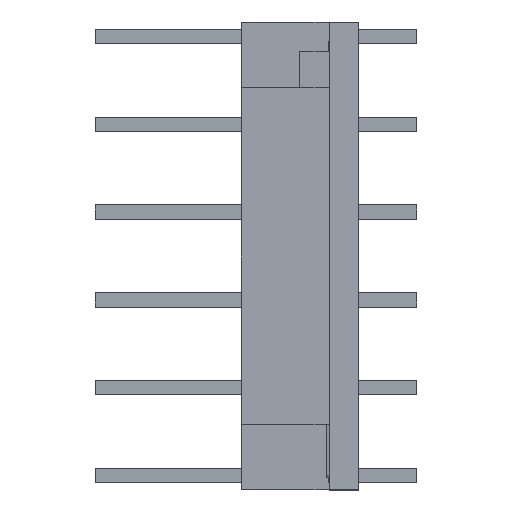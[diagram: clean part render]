
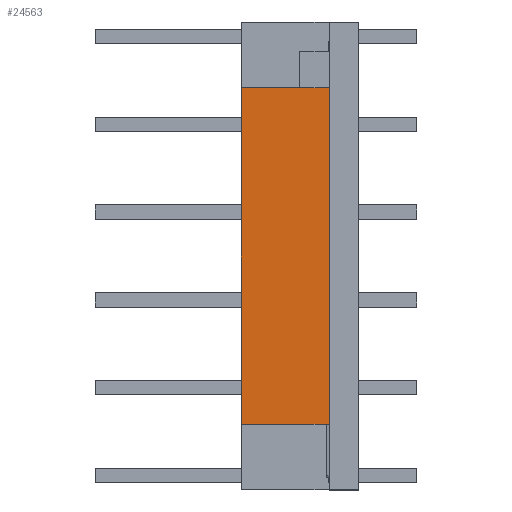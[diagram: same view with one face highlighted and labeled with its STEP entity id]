
A CAD part, left-side view. The second image highlights one B-rep face of the part: STEP entity #24563.
In plain terms, the highlighted planar face has unit normal (-1, 0, 0).
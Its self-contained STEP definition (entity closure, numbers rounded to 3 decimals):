
#216 = CARTESIAN_POINT ( 'NONE',  ( 0.01, 1., 2.25 ) ) ;
#831 = VECTOR ( 'NONE', #16855, 1000. ) ;
#1013 = LINE ( 'NONE', #7172, #18567 ) ;
#2471 = DIRECTION ( 'NONE',  ( 0., 0., -1. ) ) ;
#2969 = VERTEX_POINT ( 'NONE', #216 ) ;
#3726 = CARTESIAN_POINT ( 'NONE',  ( 0.01, 4., 13.75 ) ) ;
#3777 = ORIENTED_EDGE ( 'NONE', *, *, #11994, .F. ) ;
#3960 = DIRECTION ( 'NONE',  ( 0., -1., 0. ) ) ;
#4717 = EDGE_CURVE ( 'NONE', #17014, #2969, #18609, .T. ) ;
#4858 = VERTEX_POINT ( 'NONE', #15000 ) ;
#5007 = CARTESIAN_POINT ( 'NONE',  ( 0.01, 4., 13.75 ) ) ;
#5080 = VECTOR ( 'NONE', #3960, 1000. ) ;
#5138 = EDGE_LOOP ( 'NONE', ( #9866, #3777, #24342, #23328 ) ) ;
#5511 = PLANE ( 'NONE',  #22846 ) ;
#5771 = EDGE_CURVE ( 'NONE', #17014, #17275, #1013, .T. ) ;
#6950 = CARTESIAN_POINT ( 'NONE',  ( 0.01, 4., 2.25 ) ) ;
#7172 = CARTESIAN_POINT ( 'NONE',  ( 0.01, 4., 2.25 ) ) ;
#7755 = LINE ( 'NONE', #3726, #5080 ) ;
#7822 = VECTOR ( 'NONE', #12742, 1000. ) ;
#8302 = CARTESIAN_POINT ( 'NONE',  ( 0.01, 4., 2.25 ) ) ;
#9866 = ORIENTED_EDGE ( 'NONE', *, *, #21624, .T. ) ;
#10114 = DIRECTION ( 'NONE',  ( 1., 0., 0. ) ) ;
#11949 = CARTESIAN_POINT ( 'NONE',  ( 0.01, 4., 2.25 ) ) ;
#11994 = EDGE_CURVE ( 'NONE', #17275, #4858, #7755, .T. ) ;
#12742 = DIRECTION ( 'NONE',  ( 0., -1., 0. ) ) ;
#12842 = DIRECTION ( 'NONE',  ( 0., 0., 1. ) ) ;
#13361 = CARTESIAN_POINT ( 'NONE',  ( 0.01, 1., 2.25 ) ) ;
#15000 = CARTESIAN_POINT ( 'NONE',  ( 0.01, 1., 13.75 ) ) ;
#16855 = DIRECTION ( 'NONE',  ( 0., 0., 1. ) ) ;
#17014 = VERTEX_POINT ( 'NONE', #8302 ) ;
#17275 = VERTEX_POINT ( 'NONE', #5007 ) ;
#18567 = VECTOR ( 'NONE', #12842, 1000. ) ;
#18609 = LINE ( 'NONE', #6950, #7822 ) ;
#21624 = EDGE_CURVE ( 'NONE', #2969, #4858, #22885, .T. ) ;
#22599 = FACE_OUTER_BOUND ( 'NONE', #5138, .T. ) ;
#22846 = AXIS2_PLACEMENT_3D ( 'NONE', #11949, #10114, #2471 ) ;
#22885 = LINE ( 'NONE', #13361, #831 ) ;
#23328 = ORIENTED_EDGE ( 'NONE', *, *, #4717, .T. ) ;
#24342 = ORIENTED_EDGE ( 'NONE', *, *, #5771, .F. ) ;
#24563 = ADVANCED_FACE ( 'NONE', ( #22599 ), #5511, .F. ) ;
